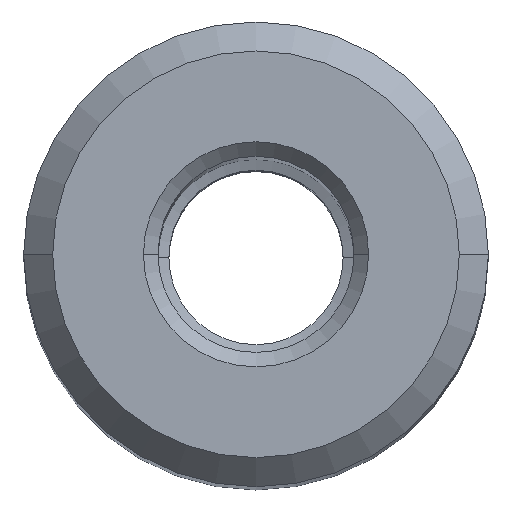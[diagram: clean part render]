
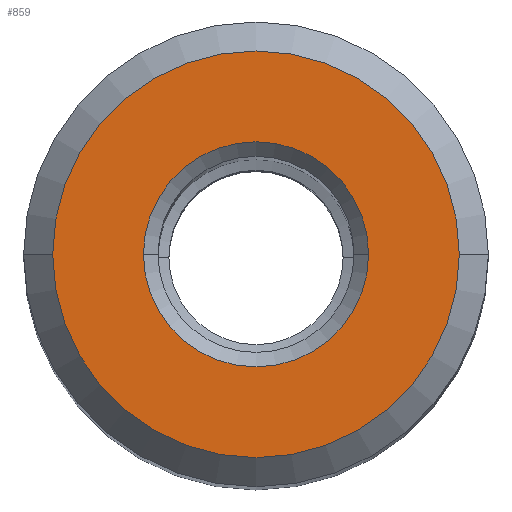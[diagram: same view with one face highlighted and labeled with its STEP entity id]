
A CAD part, top view. The second image highlights one B-rep face of the part: STEP entity #859.
In plain terms, the highlighted planar face has unit normal (0, 0, 1).
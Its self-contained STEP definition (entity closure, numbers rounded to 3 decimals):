
#587=VERTEX_POINT('NONE',#1330);
#609=VERTEX_POINT('NONE',#1357);
#661=EDGE_CURVE('NONE',#587,#889,#1412,.T.);
#683=VERTEX_POINT('NONE',#1435);
#719=EDGE_CURVE('NONE',#609,#683,#1475,.T.);
#859=ADVANCED_FACE('NONE',(#1635,#1636),#1637,.F.);
#889=VERTEX_POINT('NONE',#1670);
#931=EDGE_CURVE('NONE',#889,#587,#1719,.T.);
#1065=EDGE_CURVE('NONE',#683,#609,#1869,.T.);
#1330=CARTESIAN_POINT('',(7.,0.,0.0));
#1357=CARTESIAN_POINT('',(3.875,0.0,0.0));
#1412=CIRCLE('',#2331,7.);
#1435=CARTESIAN_POINT('',(-3.875,0.,0.0));
#1475=CIRCLE('',#2449,3.875);
#1635=FACE_OUTER_BOUND('',#2739,.T.);
#1636=FACE_BOUND('',#2740,.T.);
#1637=PLANE('',#2741);
#1670=CARTESIAN_POINT('',(-7.,0.0,0.0));
#1719=CIRCLE('',#2847,7.);
#1869=CIRCLE('',#3111,3.875);
#2331=AXIS2_PLACEMENT_3D('',#3538,#3539,#3540);
#2449=AXIS2_PLACEMENT_3D('',#3602,#3603,#3604);
#2739=EDGE_LOOP('',(#3811,#3812));
#2740=EDGE_LOOP('',(#3813,#3814));
#2741=AXIS2_PLACEMENT_3D('',#3815,#3816,#3817);
#2847=AXIS2_PLACEMENT_3D('',#3925,#3926,#3927);
#3111=AXIS2_PLACEMENT_3D('',#4099,#4100,#4101);
#3538=CARTESIAN_POINT('',(0.0,0.0,0.0));
#3539=DIRECTION('',(0.0,0.0,1.0));
#3540=DIRECTION('',(1.0,0.0,0.0));
#3602=CARTESIAN_POINT('',(0.0,0.0,0.0));
#3603=DIRECTION('',(0.0,0.0,1.0));
#3604=DIRECTION('',(1.0,0.0,0.0));
#3811=ORIENTED_EDGE('',*,*,#931,.T.);
#3812=ORIENTED_EDGE('',*,*,#661,.T.);
#3813=ORIENTED_EDGE('',*,*,#719,.F.);
#3814=ORIENTED_EDGE('',*,*,#1065,.F.);
#3815=CARTESIAN_POINT('',(0.0,3.875,0.0));
#3816=DIRECTION('',(0.0,0.0,-1.0));
#3817=DIRECTION('',(0.0,1.0,0.0));
#3925=CARTESIAN_POINT('',(0.0,0.0,0.0));
#3926=DIRECTION('',(0.0,0.0,1.0));
#3927=DIRECTION('',(1.0,0.0,0.0));
#4099=CARTESIAN_POINT('',(0.0,0.0,0.0));
#4100=DIRECTION('',(0.0,0.0,1.0));
#4101=DIRECTION('',(1.0,0.0,0.0));
